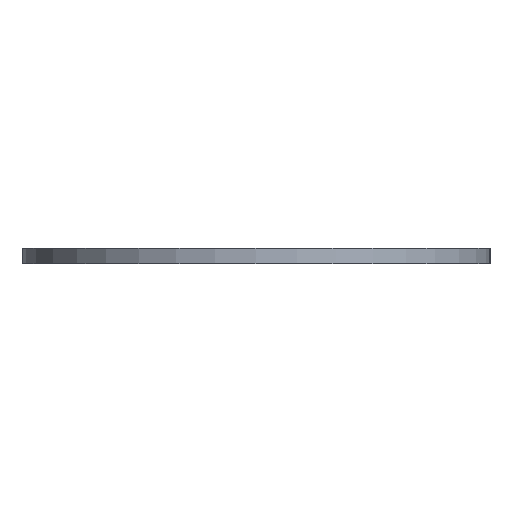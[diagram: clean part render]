
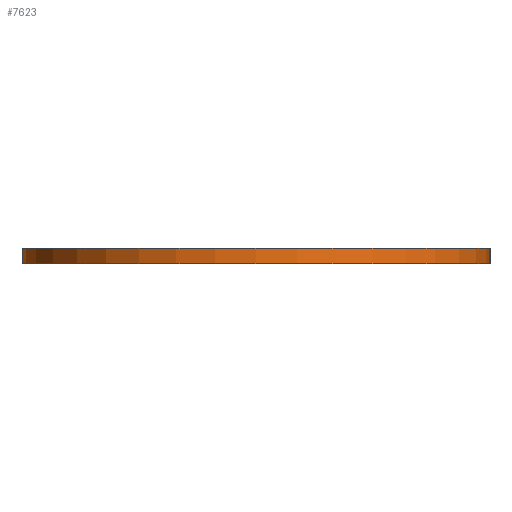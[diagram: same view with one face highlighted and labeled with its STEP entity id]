
A CAD part, left-side view. The second image highlights one B-rep face of the part: STEP entity #7623.
In plain terms, the highlighted cylindrical face has radius 6.6 mm (diameter 13.2 mm), a partial arc.
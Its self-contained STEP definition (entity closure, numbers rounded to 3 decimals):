
#60 = CARTESIAN_POINT ( 'NONE',  ( -35., 15.3, 0.45 ) ) ;
#1389 = DIRECTION ( 'NONE',  ( -1., 0., 0. ) ) ;
#1586 = CARTESIAN_POINT ( 'NONE',  ( -35., 21.9, 0. ) ) ;
#1871 = FACE_OUTER_BOUND ( 'NONE', #2297, .T. ) ;
#1965 = LINE ( 'NONE', #60, #4464 ) ;
#2297 = EDGE_LOOP ( 'NONE', ( #5541, #9199, #7292, #5747 ) ) ;
#2565 = AXIS2_PLACEMENT_3D ( 'NONE', #1586, #10093, #1389 ) ;
#3096 = VECTOR ( 'NONE', #8421, 1000. ) ;
#3606 = DIRECTION ( 'NONE',  ( 1., 0., 0. ) ) ;
#4464 = VECTOR ( 'NONE', #11806, 1000. ) ;
#4687 = CARTESIAN_POINT ( 'NONE',  ( -35., 28.5, 0. ) ) ;
#5541 = ORIENTED_EDGE ( 'NONE', *, *, #7154, .F. ) ;
#5621 = CARTESIAN_POINT ( 'NONE',  ( -35., 15.3, 0.45 ) ) ;
#5643 = VERTEX_POINT ( 'NONE', #5735 ) ;
#5735 = CARTESIAN_POINT ( 'NONE',  ( -35., 28.5, 0.45 ) ) ;
#5737 = EDGE_CURVE ( 'NONE', #11210, #10083, #1965, .T. ) ;
#5747 = ORIENTED_EDGE ( 'NONE', *, *, #8002, .T. ) ;
#5775 = CIRCLE ( 'NONE', #9422, 6.6 ) ;
#6534 = CARTESIAN_POINT ( 'NONE',  ( -35., 21.9, 0.45 ) ) ;
#6635 = CIRCLE ( 'NONE', #2565, 6.6 ) ;
#7154 = EDGE_CURVE ( 'NONE', #10083, #9307, #6635, .T. ) ;
#7292 = ORIENTED_EDGE ( 'NONE', *, *, #9267, .T. ) ;
#7623 = ADVANCED_FACE ( 'NONE', ( #1871 ), #10344, .T. ) ;
#8002 = EDGE_CURVE ( 'NONE', #5643, #9307, #10386, .T. ) ;
#8421 = DIRECTION ( 'NONE',  ( 0., 0., -1. ) ) ;
#8437 = DIRECTION ( 'NONE',  ( 0., 0., -1. ) ) ;
#9199 = ORIENTED_EDGE ( 'NONE', *, *, #5737, .F. ) ;
#9267 = EDGE_CURVE ( 'NONE', #11210, #5643, #5775, .T. ) ;
#9307 = VERTEX_POINT ( 'NONE', #4687 ) ;
#9422 = AXIS2_PLACEMENT_3D ( 'NONE', #6534, #8437, #10401 ) ;
#9423 = CARTESIAN_POINT ( 'NONE',  ( -35., 15.3, 0. ) ) ;
#10083 = VERTEX_POINT ( 'NONE', #9423 ) ;
#10093 = DIRECTION ( 'NONE',  ( 0., 0., -1. ) ) ;
#10344 = CYLINDRICAL_SURFACE ( 'NONE', #10683, 6.6 ) ;
#10386 = LINE ( 'NONE', #11276, #3096 ) ;
#10401 = DIRECTION ( 'NONE',  ( -1., 0., 0. ) ) ;
#10683 = AXIS2_PLACEMENT_3D ( 'NONE', #11359, #11296, #3606 ) ;
#11210 = VERTEX_POINT ( 'NONE', #5621 ) ;
#11276 = CARTESIAN_POINT ( 'NONE',  ( -35., 28.5, 0.45 ) ) ;
#11296 = DIRECTION ( 'NONE',  ( 0., 0., -1. ) ) ;
#11359 = CARTESIAN_POINT ( 'NONE',  ( -35., 21.9, 0.45 ) ) ;
#11806 = DIRECTION ( 'NONE',  ( 0., 0., -1. ) ) ;
